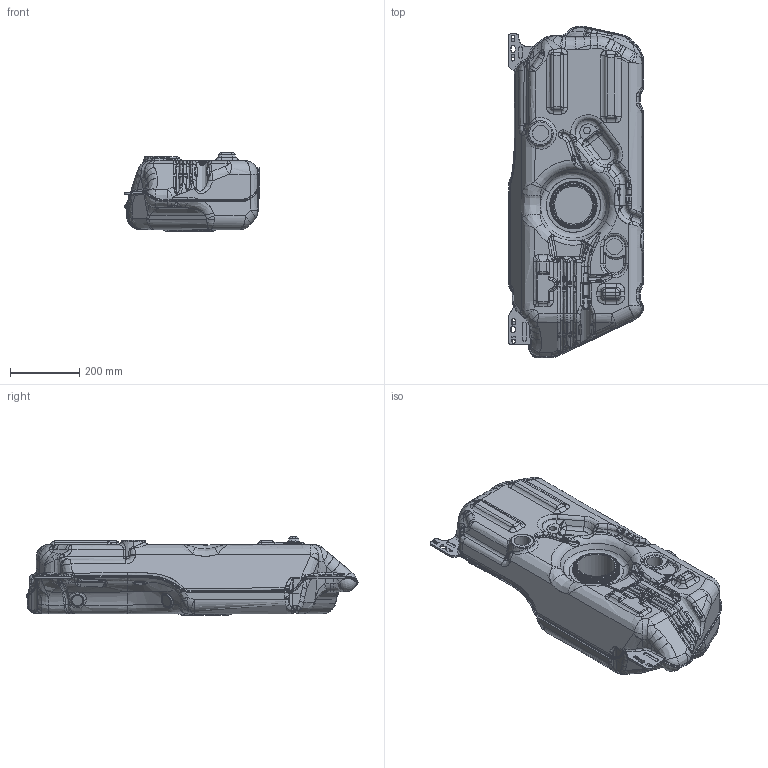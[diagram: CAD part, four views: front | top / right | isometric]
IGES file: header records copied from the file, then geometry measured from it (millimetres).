
Start section: START RECORD GO HERE.
Global section: file name: tank body .igs; native system: DASSAULT SYSTEMES CATIA Version 5-6 Release 2017 - www.3ds.com; preprocessor: V5-6R2017_5.27.0.0.10-19-2016.20.00; author: 960115; organization: PLGROUP; date: 20190404.114228; units: millimetre
Bounding box: 392.7 x 960.96 x 228.35 mm (x, y, z)
Surface area: 1177937.1 mm2 (no closed solid volume)
Topology: 0 solids, 0 shells, 4272 faces, 21116 edges, 20992 vertices
Faces by surface type: plane 1894, bspline 1522, revolution 829, extrusion 27
